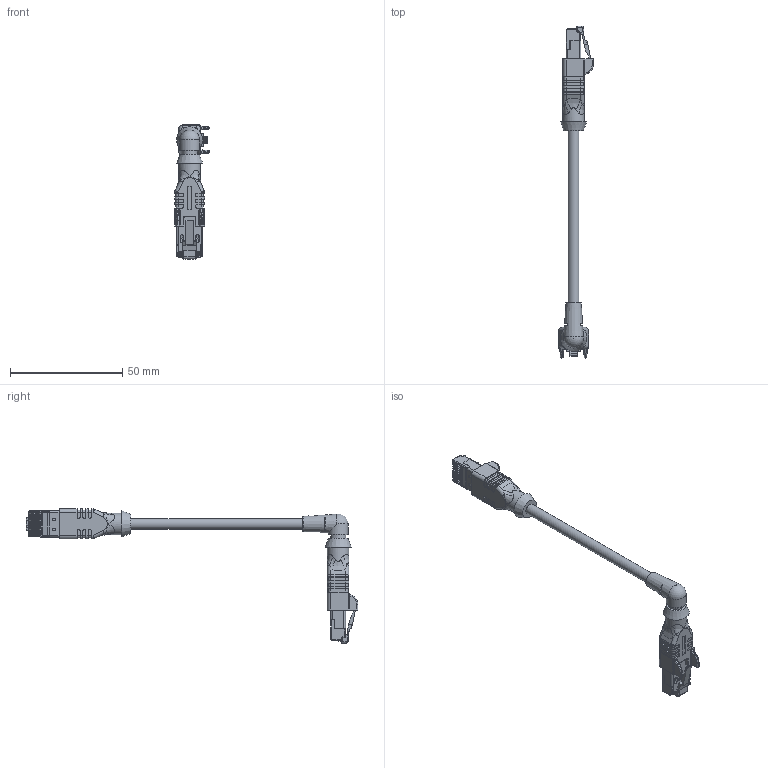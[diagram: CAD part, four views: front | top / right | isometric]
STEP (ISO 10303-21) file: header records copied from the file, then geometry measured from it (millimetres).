
FILE_DESCRIPTION(/* description */ (''),/* implementation_level */ '2;1');
FILE_NAME(/* name */ 'IE-W0RJ45SS8-m-IE-RJ45SS8.stp',/* time_stamp */ '2018-01-30T10:31:40+01:00',/* author */ (''),/* organization */ (''),/* preprocessor_version */ 'ST-DEVELOPER v16',/* originating_system */ 'SIEMENS PLM Software NX 10.0',/* authorisation */ '');
FILE_SCHEMA (('AUTOMOTIVE_DESIGN { 1 0 10303 214 3 1 1 1 }'));
Length unit declared in the file: millimetre
Products named in the file (1): IE-W0RJ45SS8-m-IE-RJ45SS8
Bounding box: 15.45 x 147.9 x 59.75 mm (x, y, z)
Volume: 11253.6 mm3; surface area: 6793.2 mm2
Topology: 1 solids, 1 shells, 1298 faces, 3452 edges, 2155 vertices
Faces by surface type: plane 620, cylinder 495, torus 82, bspline 69, sphere 17, extrusion 12, cone 3
Full cylindrical faces by diameter (mm): 4.8 x1, 6.7 x1, 8.8 x1, 9.6 x2
Entity records: 41085 total; most frequent: CARTESIAN_POINT 8769, ORIENTED_EDGE 6822, DIRECTION 6810, EDGE_CURVE 3411, AXIS2_PLACEMENT_3D 2314, VECTOR 2182, LINE 2170, VERTEX_POINT 2146
